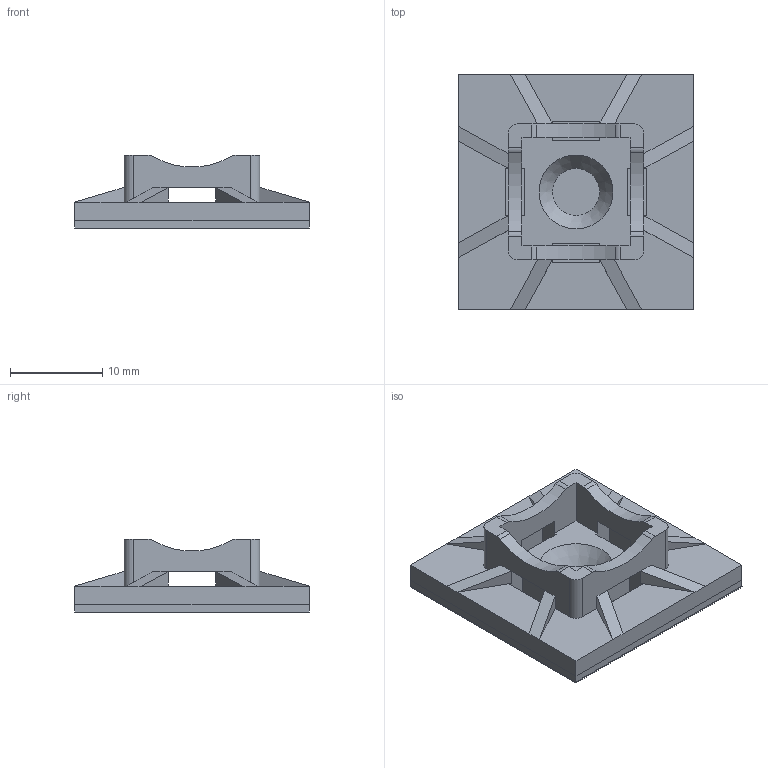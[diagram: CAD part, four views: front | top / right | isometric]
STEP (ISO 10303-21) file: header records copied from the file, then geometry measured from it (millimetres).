
FILE_DESCRIPTION( ( 'Unknown' ), '1' );
FILE_NAME( '530911000.stp', 'Unknown', ( 'Unknown' ), ( 'Unknown' ), 'PSStep 17.0.49', 'Unknown', ' ' );
FILE_SCHEMA( ( 'AUTOMOTIVE_DESIGN { 1 0 10303 214 1 1 1 1 }' ) );
Length unit declared in the file: millimetre
Products named in the file (4): Assem1; 530911000; Adhesive_tape; release_tape
Assembly tree (3 placements, depth 2):
  Assem1
    530911000
    Adhesive_tape
    release_tape
Bounding box: 25.4 x 25.4 x 8 mm (x, y, z)
Volume: 2078.6 mm3; surface area: 4722.6 mm2
Topology: 3 solids, 3 shells, 99 faces, 283 edges, 178 vertices
Faces by surface type: plane 82, cylinder 16, cone 1
Entity records: 4048 total; most frequent: ORIENTED_EDGE 564, CARTESIAN_POINT 563, DIRECTION 522, EDGE_CURVE 282, LINE 248, VECTOR 248, VERTEX_POINT 178, AXIS2_PLACEMENT_3D 137
